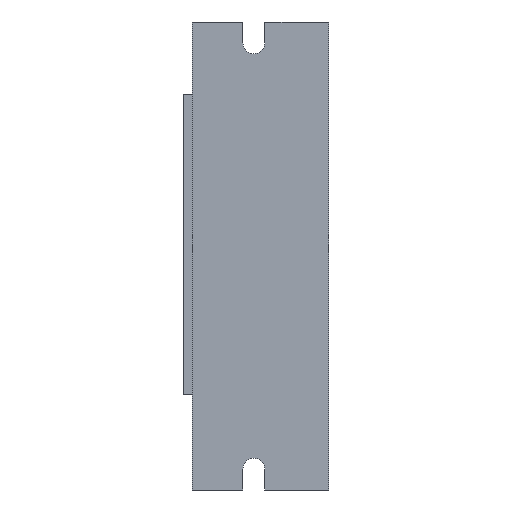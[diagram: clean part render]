
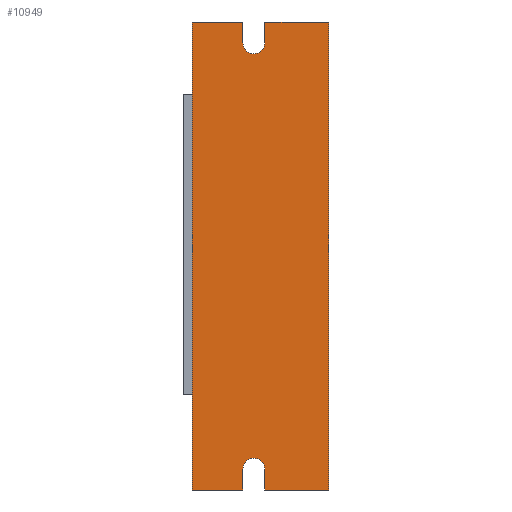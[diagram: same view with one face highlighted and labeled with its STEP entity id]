
A CAD part, left-side view. The second image highlights one B-rep face of the part: STEP entity #10949.
In plain terms, the highlighted planar face has unit normal (-1, 0, 0).
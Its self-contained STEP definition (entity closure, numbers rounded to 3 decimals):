
#309 = CARTESIAN_POINT ( 'NONE',  ( -28.65, 14., 48. ) ) ;
#456 = CARTESIAN_POINT ( 'NONE',  ( -28.65, 14., 48. ) ) ;
#532 = CARTESIAN_POINT ( 'NONE',  ( -28.65, 14., -48. ) ) ;
#586 = PLANE ( 'NONE',  #6901 ) ;
#590 = VECTOR ( 'NONE', #10818, 1000. ) ;
#698 = CARTESIAN_POINT ( 'NONE',  ( -28.65, 14., -48. ) ) ;
#722 = VECTOR ( 'NONE', #5578, 1000. ) ;
#732 = LINE ( 'NONE', #5774, #590 ) ;
#821 = LINE ( 'NONE', #5867, #1785 ) ;
#1033 = ORIENTED_EDGE ( 'NONE', *, *, #9849, .F. ) ;
#1049 = EDGE_CURVE ( 'NONE', #12138, #5012, #16131, .T. ) ;
#1183 = VERTEX_POINT ( 'NONE', #12850 ) ;
#1299 = CARTESIAN_POINT ( 'NONE',  ( -28.65, 14., -48. ) ) ;
#1434 = CARTESIAN_POINT ( 'NONE',  ( -28.65, -0.9, -43.75 ) ) ;
#1470 = VERTEX_POINT ( 'NONE', #6128 ) ;
#1710 = EDGE_CURVE ( 'NONE', #7552, #2240, #12024, .T. ) ;
#1785 = VECTOR ( 'NONE', #10912, 1000. ) ;
#1841 = VERTEX_POINT ( 'NONE', #13682 ) ;
#1880 = CIRCLE ( 'NONE', #4000, 2.25 ) ;
#2240 = VERTEX_POINT ( 'NONE', #2390 ) ;
#2327 = ORIENTED_EDGE ( 'NONE', *, *, #1049, .F. ) ;
#2390 = CARTESIAN_POINT ( 'NONE',  ( -28.65, 3.6, -48. ) ) ;
#2504 = VERTEX_POINT ( 'NONE', #15759 ) ;
#2577 = DIRECTION ( 'NONE',  ( 0., 0., 1. ) ) ;
#2600 = LINE ( 'NONE', #7652, #5104 ) ;
#3212 = CARTESIAN_POINT ( 'NONE',  ( -28.65, 1.35, 43.75 ) ) ;
#3464 = VERTEX_POINT ( 'NONE', #13668 ) ;
#3586 = CARTESIAN_POINT ( 'NONE',  ( -28.65, 1.35, -43.75 ) ) ;
#3600 = ORIENTED_EDGE ( 'NONE', *, *, #12780, .F. ) ;
#3781 = ORIENTED_EDGE ( 'NONE', *, *, #9964, .F. ) ;
#3791 = LINE ( 'NONE', #8829, #13680 ) ;
#3943 = CARTESIAN_POINT ( 'NONE',  ( -28.65, -0.9, -48. ) ) ;
#4000 = AXIS2_PLACEMENT_3D ( 'NONE', #3586, #8628, #13685 ) ;
#4030 = CARTESIAN_POINT ( 'NONE',  ( -28.65, 14., 48. ) ) ;
#4827 = CARTESIAN_POINT ( 'NONE',  ( -28.65, -0.9, -48. ) ) ;
#4921 = EDGE_CURVE ( 'NONE', #1183, #3464, #8855, .T. ) ;
#5012 = VERTEX_POINT ( 'NONE', #14234 ) ;
#5104 = VECTOR ( 'NONE', #12690, 1000. ) ;
#5477 = CIRCLE ( 'NONE', #14708, 2.25 ) ;
#5503 = DIRECTION ( 'NONE',  ( 0., -1., 0. ) ) ;
#5578 = DIRECTION ( 'NONE',  ( 0., -1., 0. ) ) ;
#5629 = CARTESIAN_POINT ( 'NONE',  ( -28.65, 14., -48. ) ) ;
#5745 = DIRECTION ( 'NONE',  ( 0., -1., 0. ) ) ;
#5774 = CARTESIAN_POINT ( 'NONE',  ( -28.65, 3.6, -48. ) ) ;
#5867 = CARTESIAN_POINT ( 'NONE',  ( -28.65, 14., -48. ) ) ;
#6128 = CARTESIAN_POINT ( 'NONE',  ( -28.65, 3.6, -43.75 ) ) ;
#6249 = EDGE_CURVE ( 'NONE', #1470, #2240, #732, .T. ) ;
#6507 = VERTEX_POINT ( 'NONE', #3943 ) ;
#6536 = EDGE_CURVE ( 'NONE', #5012, #3464, #15351, .T. ) ;
#6555 = VERTEX_POINT ( 'NONE', #309 ) ;
#6901 = AXIS2_PLACEMENT_3D ( 'NONE', #5629, #10674, #15703 ) ;
#7033 = EDGE_CURVE ( 'NONE', #6507, #1183, #11862, .T. ) ;
#7552 = VERTEX_POINT ( 'NONE', #1299 ) ;
#7652 = CARTESIAN_POINT ( 'NONE',  ( -28.65, -0.9, -48. ) ) ;
#7893 = EDGE_CURVE ( 'NONE', #12572, #1470, #1880, .T. ) ;
#7973 = EDGE_CURVE ( 'NONE', #6507, #12572, #2600, .T. ) ;
#8265 = DIRECTION ( 'NONE',  ( -1., 0., 0. ) ) ;
#8393 = ORIENTED_EDGE ( 'NONE', *, *, #7893, .F. ) ;
#8400 = VECTOR ( 'NONE', #9073, 1000. ) ;
#8628 = DIRECTION ( 'NONE',  ( -1., 0., 0. ) ) ;
#8730 = CARTESIAN_POINT ( 'NONE',  ( -28.65, -0.9, 43.75 ) ) ;
#8829 = CARTESIAN_POINT ( 'NONE',  ( -28.65, 3.6, -48. ) ) ;
#8855 = LINE ( 'NONE', #13902, #11145 ) ;
#9073 = DIRECTION ( 'NONE',  ( 0., -1., 0. ) ) ;
#9278 = ORIENTED_EDGE ( 'NONE', *, *, #1710, .T. ) ;
#9387 = ORIENTED_EDGE ( 'NONE', *, *, #4921, .T. ) ;
#9849 = EDGE_CURVE ( 'NONE', #7552, #6555, #821, .T. ) ;
#9868 = DIRECTION ( 'NONE',  ( 0., 0., 1. ) ) ;
#9964 = EDGE_CURVE ( 'NONE', #2504, #1841, #3791, .T. ) ;
#10674 = DIRECTION ( 'NONE',  ( -1., 0., 0. ) ) ;
#10818 = DIRECTION ( 'NONE',  ( 0., 0., -1. ) ) ;
#10858 = ORIENTED_EDGE ( 'NONE', *, *, #7033, .T. ) ;
#10912 = DIRECTION ( 'NONE',  ( 0., 0., 1. ) ) ;
#10949 = ADVANCED_FACE ( 'NONE', ( #11911 ), #586, .T. ) ;
#11145 = VECTOR ( 'NONE', #2577, 1000. ) ;
#11592 = ORIENTED_EDGE ( 'NONE', *, *, #16320, .F. ) ;
#11791 = LINE ( 'NONE', #456, #14010 ) ;
#11862 = LINE ( 'NONE', #532, #722 ) ;
#11911 = FACE_OUTER_BOUND ( 'NONE', #15779, .T. ) ;
#11976 = VECTOR ( 'NONE', #5745, 1000. ) ;
#12024 = LINE ( 'NONE', #698, #11976 ) ;
#12138 = VERTEX_POINT ( 'NONE', #8730 ) ;
#12401 = ORIENTED_EDGE ( 'NONE', *, *, #6536, .F. ) ;
#12572 = VERTEX_POINT ( 'NONE', #1434 ) ;
#12623 = VECTOR ( 'NONE', #9868, 1000. ) ;
#12690 = DIRECTION ( 'NONE',  ( 0., 0., 1. ) ) ;
#12780 = EDGE_CURVE ( 'NONE', #1841, #12138, #5477, .T. ) ;
#12850 = CARTESIAN_POINT ( 'NONE',  ( -28.65, -14., -48. ) ) ;
#13313 = DIRECTION ( 'NONE',  ( 0., -1., 0. ) ) ;
#13668 = CARTESIAN_POINT ( 'NONE',  ( -28.65, -14., 48. ) ) ;
#13680 = VECTOR ( 'NONE', #13874, 1000. ) ;
#13682 = CARTESIAN_POINT ( 'NONE',  ( -28.65, 3.6, 43.75 ) ) ;
#13685 = DIRECTION ( 'NONE',  ( 0., -1., 0. ) ) ;
#13742 = ORIENTED_EDGE ( 'NONE', *, *, #7973, .F. ) ;
#13874 = DIRECTION ( 'NONE',  ( 0., 0., -1. ) ) ;
#13902 = CARTESIAN_POINT ( 'NONE',  ( -28.65, -14., -48. ) ) ;
#14010 = VECTOR ( 'NONE', #5503, 1000. ) ;
#14234 = CARTESIAN_POINT ( 'NONE',  ( -28.65, -0.9, 48. ) ) ;
#14374 = ORIENTED_EDGE ( 'NONE', *, *, #6249, .F. ) ;
#14708 = AXIS2_PLACEMENT_3D ( 'NONE', #3212, #8265, #13313 ) ;
#15351 = LINE ( 'NONE', #4030, #8400 ) ;
#15703 = DIRECTION ( 'NONE',  ( 0., -1., 0. ) ) ;
#15759 = CARTESIAN_POINT ( 'NONE',  ( -28.65, 3.6, 48. ) ) ;
#15779 = EDGE_LOOP ( 'NONE', ( #3781, #11592, #1033, #9278, #14374, #8393, #13742, #10858, #9387, #12401, #2327, #3600 ) ) ;
#16131 = LINE ( 'NONE', #4827, #12623 ) ;
#16320 = EDGE_CURVE ( 'NONE', #6555, #2504, #11791, .T. ) ;
